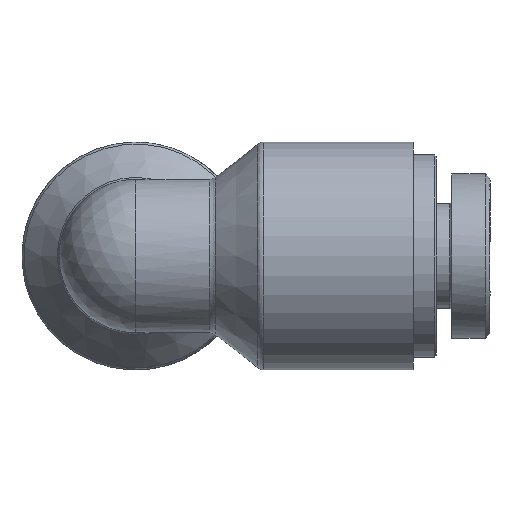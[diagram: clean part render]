
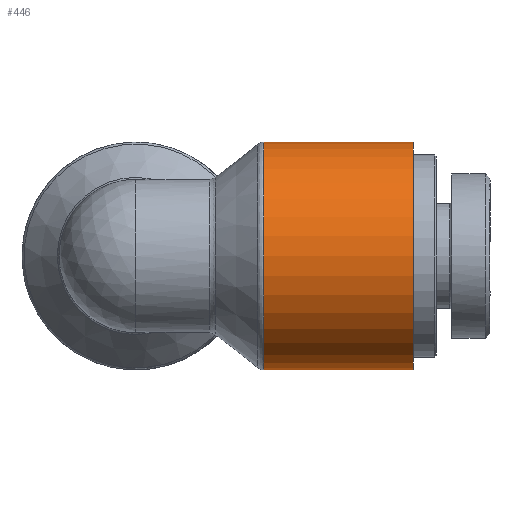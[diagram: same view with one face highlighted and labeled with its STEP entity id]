
A CAD part, left-side view. The second image highlights one B-rep face of the part: STEP entity #446.
In plain terms, the highlighted cylindrical face has radius 5.95 mm (diameter 11.9 mm), a full revolution.
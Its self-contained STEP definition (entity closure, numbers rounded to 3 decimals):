
#397=CARTESIAN_POINT('',(5.95,-6.672,0.));
#398=VERTEX_POINT('',#397);
#399=CARTESIAN_POINT('',(0.,-6.672,0.0));
#400=DIRECTION('',(0.0,1.0,0.0));
#401=DIRECTION('',(-1.0,0.0,0.0));
#402=AXIS2_PLACEMENT_3D('',#399,#400,#401);
#403=CIRCLE('',#402,5.95);
#404=EDGE_CURVE('',#398,#398,#403,.T.);
#427=CARTESIAN_POINT('',(0.,-10.5,0.0));
#428=DIRECTION('',(0.,-1.0,0.0));
#429=DIRECTION('',(1.0,0.0,0.0));
#430=AXIS2_PLACEMENT_3D('',#427,#428,#429);
#431=CYLINDRICAL_SURFACE('',#430,5.95);
#432=CARTESIAN_POINT('',(5.95,-14.5,0.0));
#433=VERTEX_POINT('',#432);
#434=CARTESIAN_POINT('',(0.,-14.5,0.0));
#435=DIRECTION('',(0.0,-1.0,0.0));
#436=DIRECTION('',(1.0,0.0,0.0));
#437=AXIS2_PLACEMENT_3D('',#434,#435,#436);
#438=CIRCLE('',#437,5.95);
#439=EDGE_CURVE('',#433,#433,#438,.T.);
#440=ORIENTED_EDGE('',*,*,#439,.F.);
#441=EDGE_LOOP('',(#440));
#442=FACE_OUTER_BOUND('',#441,.T.);
#443=ORIENTED_EDGE('',*,*,#404,.F.);
#444=EDGE_LOOP('',(#443));
#445=FACE_BOUND('',#444,.T.);
#446=ADVANCED_FACE('',(#442,#445),#431,.T.);
